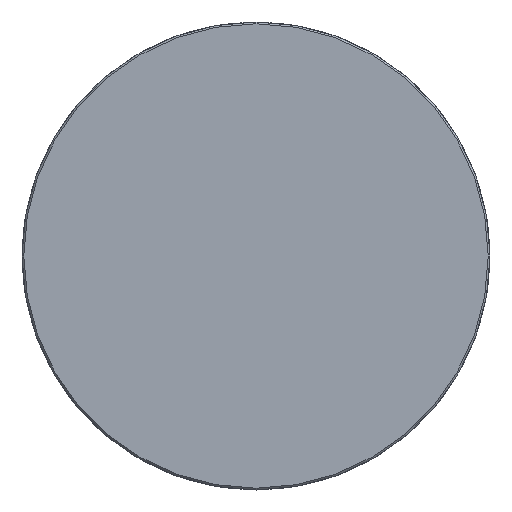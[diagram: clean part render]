
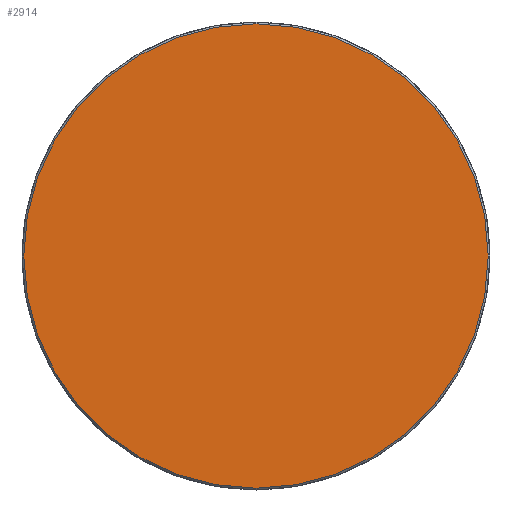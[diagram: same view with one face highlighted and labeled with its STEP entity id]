
A CAD part, left-side view. The second image highlights one B-rep face of the part: STEP entity #2914.
In plain terms, the highlighted planar face has unit normal (-1, 0, 0).
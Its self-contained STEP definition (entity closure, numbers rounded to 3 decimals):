
#159 = DIRECTION ( 'NONE',  ( 0., 0., -1. ) ) ;
#204 = AXIS2_PLACEMENT_3D ( 'NONE', #1740, #2027, #2320 ) ;
#567 = CARTESIAN_POINT ( 'NONE',  ( -292.2, 0., -129. ) ) ;
#818 = PLANE ( 'NONE',  #204 ) ;
#879 = ORIENTED_EDGE ( 'NONE', *, *, #2325, .T. ) ;
#930 = CARTESIAN_POINT ( 'NONE',  ( -292.2, 0., 0. ) ) ;
#1126 = CARTESIAN_POINT ( 'NONE',  ( -292.2, 0., 129. ) ) ;
#1259 = DIRECTION ( 'NONE',  ( -1., 0., 0. ) ) ;
#1294 = EDGE_LOOP ( 'NONE', ( #879, #2221 ) ) ;
#1659 = AXIS2_PLACEMENT_3D ( 'NONE', #930, #1259, #1888 ) ;
#1722 = CARTESIAN_POINT ( 'NONE',  ( -292.2, 0., 0. ) ) ;
#1734 = VERTEX_POINT ( 'NONE', #1126 ) ;
#1740 = CARTESIAN_POINT ( 'NONE',  ( -292.2, -130.548, 130.548 ) ) ;
#1888 = DIRECTION ( 'NONE',  ( 0., 0., -1. ) ) ;
#2027 = DIRECTION ( 'NONE',  ( 1., 0., 0. ) ) ;
#2159 = EDGE_CURVE ( 'NONE', #1734, #2505, #2759, .T. ) ;
#2221 = ORIENTED_EDGE ( 'NONE', *, *, #2159, .T. ) ;
#2315 = DIRECTION ( 'NONE',  ( -1., 0., 0. ) ) ;
#2320 = DIRECTION ( 'NONE',  ( 0., 0., -1. ) ) ;
#2325 = EDGE_CURVE ( 'NONE', #2505, #1734, #2857, .T. ) ;
#2505 = VERTEX_POINT ( 'NONE', #567 ) ;
#2587 = AXIS2_PLACEMENT_3D ( 'NONE', #1722, #2315, #159 ) ;
#2759 = CIRCLE ( 'NONE', #1659, 129. ) ;
#2857 = CIRCLE ( 'NONE', #2587, 129. ) ;
#2898 = FACE_OUTER_BOUND ( 'NONE', #1294, .T. ) ;
#2914 = ADVANCED_FACE ( 'NONE', ( #2898 ), #818, .F. ) ;
